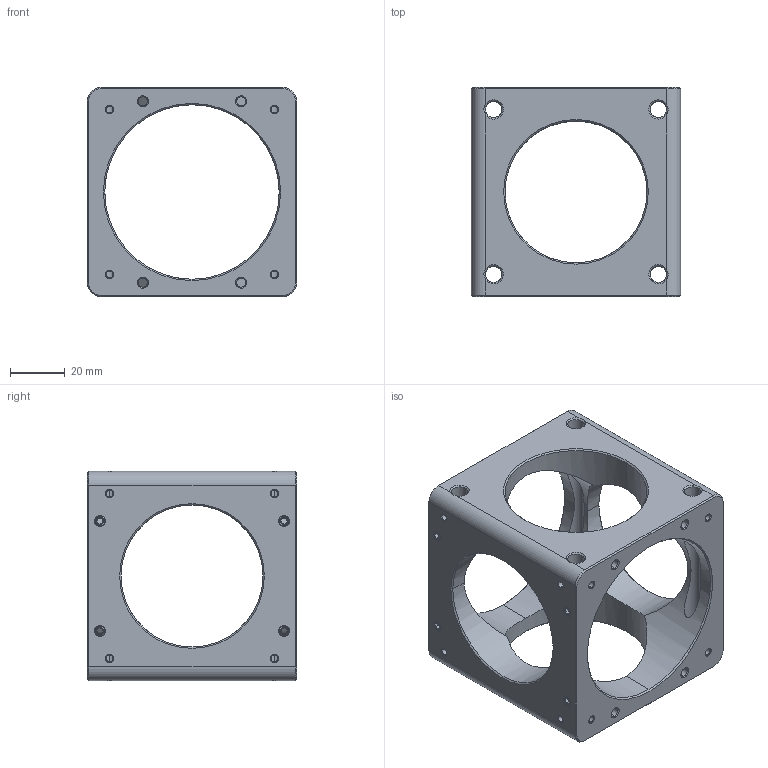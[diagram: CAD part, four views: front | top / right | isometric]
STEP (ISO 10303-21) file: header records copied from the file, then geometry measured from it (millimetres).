
FILE_DESCRIPTION (( 'STEP AP203' ), '1' );
FILE_NAME ('2.3.7.2_L60F-TM_60 mm笼式立方体，带φ6mm通孔和M3螺纹，M4螺孔.STEP', '2021-07-26T02:45:56', ( 'China' ), ( 'Home' ), 'SwSTEP 2.0', 'SolidWorks 2018', '' );
FILE_SCHEMA (( 'CONFIG_CONTROL_DESIGN' ));
Length unit declared in the file: millimetre
Products named in the file (1): 2.3.7.2_L60F-TM_60 mm笼式立方体，带φ6mm通孔和M3螺纹，M4螺孔
Bounding box: 76.29 x 76.2 x 76.2 mm (x, y, z)
Surface area: 37184.8 mm2 (no closed solid volume)
Topology: 0 solids, 9 shells, 302 faces, 780 edges, 456 vertices
Faces by surface type: cone 152, cylinder 72, plane 70, bspline 8
Entity records: 12205 total; most frequent: CARTESIAN_POINT 4935, DIRECTION 1494, ORIENTED_EDGE 1432, EDGE_CURVE 780, AXIS2_PLACEMENT_3D 587, VERTEX_POINT 456, EDGE_LOOP 368, VECTOR 320
